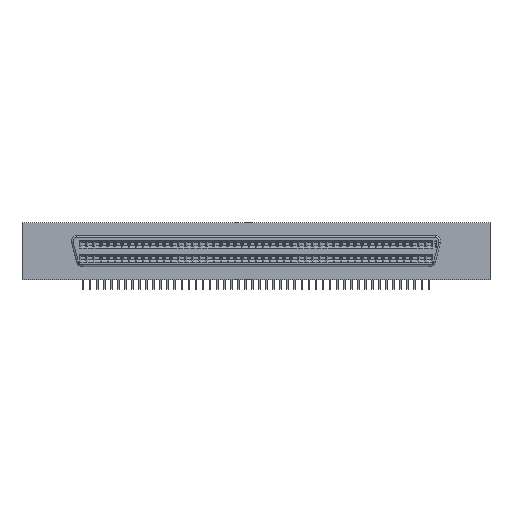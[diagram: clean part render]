
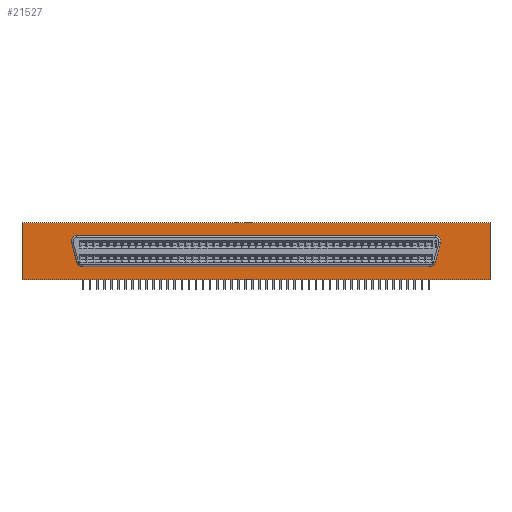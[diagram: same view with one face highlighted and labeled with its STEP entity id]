
A CAD part, front view. The second image highlights one B-rep face of the part: STEP entity #21527.
In plain terms, the highlighted planar face has unit normal (0, -1, 0).
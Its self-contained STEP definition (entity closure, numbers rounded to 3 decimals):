
#1447=FACE_OUTER_BOUND($,#2747,.T.);
#2747=EDGE_LOOP($,(#18824,#18825,#18826,#18827));
#5516=LINE($,#34003,#8386);
#5520=LINE($,#34012,#8390);
#5525=LINE($,#34020,#8395);
#5527=LINE($,#34024,#8397);
#8386=VECTOR($,#28031,10.312);
#8390=VECTOR($,#28037,10.312);
#8395=VECTOR($,#28044,84.201);
#8397=VECTOR($,#28050,84.201);
#10326=VERTEX_POINT($,#34001);
#10327=VERTEX_POINT($,#34002);
#10330=VERTEX_POINT($,#34010);
#10331=VERTEX_POINT($,#34011);
#13180=EDGE_CURVE($,#10326,#10327,#5516,.T.);
#13184=EDGE_CURVE($,#10330,#10331,#5520,.T.);
#13189=EDGE_CURVE($,#10326,#10331,#5525,.T.);
#13191=EDGE_CURVE($,#10327,#10330,#5527,.T.);
#18824=ORIENTED_EDGE($,*,*,#13189,.T.);
#18825=ORIENTED_EDGE($,*,*,#13184,.F.);
#18826=ORIENTED_EDGE($,*,*,#13191,.F.);
#18827=ORIENTED_EDGE($,*,*,#13180,.F.);
#20345=PLANE($,#22998);
#21527=ADVANCED_FACE($,(#1447),#20345,.F.);
#22998=AXIS2_PLACEMENT_3D($,#34025,#28051,#28052);
#28031=DIRECTION($,(0.,0.,1.));
#28037=DIRECTION($,(0.,0.,-1.));
#28044=DIRECTION($,(1.,0.,0.));
#28050=DIRECTION($,(1.,0.,0.));
#28051=DIRECTION('center_axis',(0.,1.,0.));
#28052=DIRECTION('ref_axis',(-1.,0.,0.));
#34001=CARTESIAN_POINT('',(-42.101,-6.69,-0.813));
#34002=CARTESIAN_POINT('',(-42.101,-6.69,9.5));
#34003=CARTESIAN_POINT($,(-42.101,-6.69,4.343));
#34010=CARTESIAN_POINT('',(42.101,-6.69,9.5));
#34011=CARTESIAN_POINT('',(42.101,-6.69,-0.813));
#34012=CARTESIAN_POINT($,(42.101,-6.69,4.343));
#34020=CARTESIAN_POINT($,(0.,-6.69,-0.813));
#34024=CARTESIAN_POINT($,(0.,-6.69,9.5));
#34025=CARTESIAN_POINT('Origin',(0.,-6.69,4.343));
